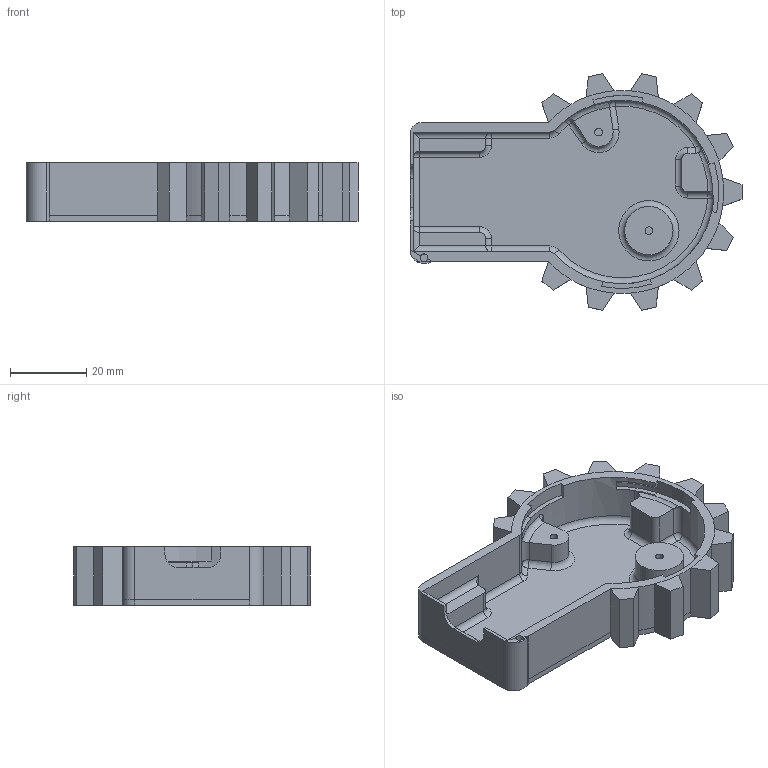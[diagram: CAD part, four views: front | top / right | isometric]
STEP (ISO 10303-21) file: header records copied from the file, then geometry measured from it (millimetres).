
FILE_DESCRIPTION(('FreeCAD Model'),'2;1');
FILE_NAME('Open CASCADE Shape Model','2023-04-29T11:57:59',(''),(''), 'Open CASCADE STEP processor 7.6','FreeCAD','Unknown');
FILE_SCHEMA(('AUTOMOTIVE_DESIGN { 1 0 10303 214 1 1 1 1 }'));
Length unit declared in the file: millimetre
Products named in the file (1): Body
Bounding box: 87.27 x 62.24 x 15.49 mm (x, y, z)
Volume: 20580.9 mm3; surface area: 15623.8 mm2
Topology: 1 solids, 1 shells, 213 faces, 518 edges, 302 vertices
Faces by surface type: plane 114, cylinder 73, torus 13, sphere 8, cone 3, bspline 2
Full cylindrical faces by diameter (mm): 2 x1, 2.032 x2, 12.7 x1
Entity records: 13822 total; most frequent: CARTESIAN_POINT 3348, DIRECTION 2065, LINE 1151, VECTOR 1151, ORIENTED_EDGE 1020, PCURVE 1020, DEFINITIONAL_REPRESENTATION 1020, EDGE_CURVE 510
